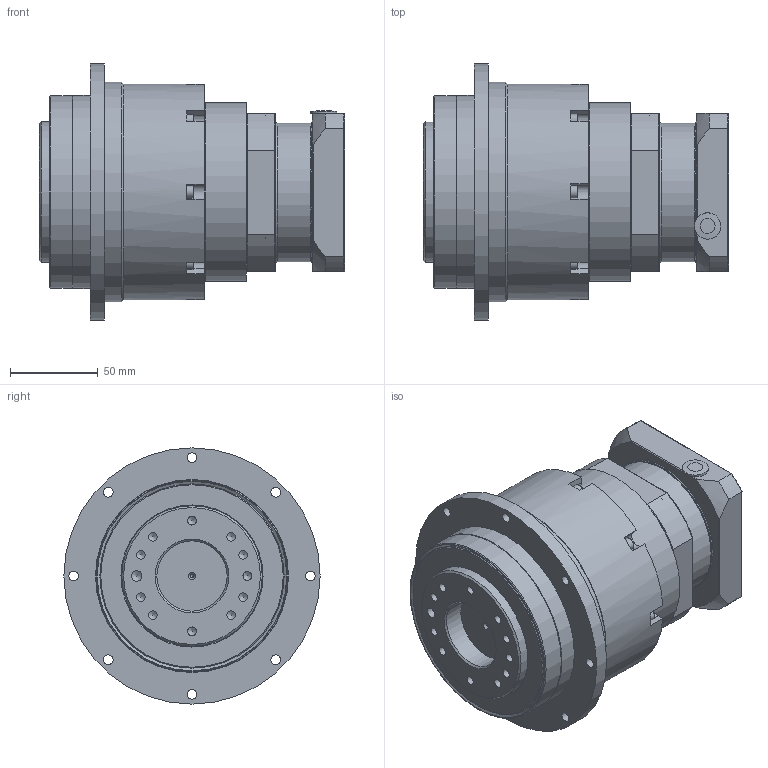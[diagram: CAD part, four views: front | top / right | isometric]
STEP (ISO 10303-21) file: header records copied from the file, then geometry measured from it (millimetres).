
FILE_DESCRIPTION(/* description */ (''),/* implementation_level */ '2;1');
FILE_NAME(/* name */ 'NF11000A2-090B.stp',/* time_stamp */ '2018-11-19T12:24:52+09:00',/* author */ ('Y.J.JI'),/* organization */ (''),/* preprocessor_version */ 'ST-DEVELOPER v15.6',/* originating_system */ 'Autodesk Inventor 2015',/* authorisation */ '');
FILE_SCHEMA (('AUTOMOTIVE_DESIGN { 1 0 10303 214 3 1 1 }'));
Length unit declared in the file: millimetre
Products named in the file (1): NF11000A2-090B
Bounding box: 174 x 146 x 146 mm (x, y, z)
Volume: 1106528.1 mm3; surface area: 183952 mm2
Topology: 2 solids, 36 shells, 626 faces, 1497 edges, 966 vertices
Faces by surface type: plane 287, cylinder 178, cone 102, torus 55, sphere 4
Full cylindrical faces by diameter (mm): 2 x1, 3.242 x8, 4 x8, 4.134 x10, 4.5 x8, 4.917 x16, 5 x10, 5.5 x18, 6 x2, 6.6 x1, 7 x9, 8 x1, 8.5 x11, 9 x10, 10 x1, 15 x1, 19 x1, 23 x1, 40 x1, 58 x1, 61 x1, 75 x1, 79 x1, 80 x2, 82 x1, 84 x1, 97.75 x1, 102 x1, 105 x2, 109.5 x1
Entity records: 16572 total; most frequent: CARTESIAN_POINT 3420, DIRECTION 2661, ORIENTED_EDGE 2206, AXIS2_PLACEMENT_3D 1117, EDGE_CURVE 1103, EDGE_LOOP 979, VERTEX_POINT 834, FACE_OUTER_BOUND 626
